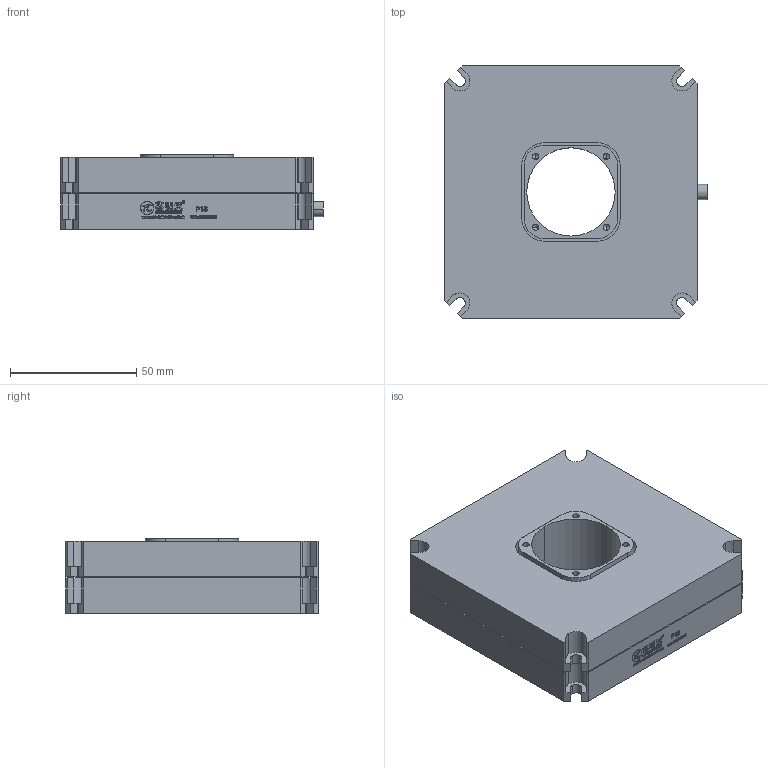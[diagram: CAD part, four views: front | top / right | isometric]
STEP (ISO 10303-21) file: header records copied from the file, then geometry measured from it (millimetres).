
FILE_DESCRIPTION (( 'STEP AP203' ), '1' );
FILE_NAME ('P18.XY-B1俋倛芞.STEP', '2019-11-29T02:46:14', ( '' ), ( '' ), 'SwSTEP 2.0', 'SolidWorks 2016', '' );
FILE_SCHEMA (( 'CONFIG_CONTROL_DESIGN' ));
Products named in the file (1): P18.XY-B1俋倛芞
Bounding box: 104 x 100.02 x 29.5 mm (x, y, z)
Volume: 242645.4 mm3; surface area: 56748.8 mm2
Topology: 1 solids, 5 shells, 1052 faces, 2845 edges, 1884 vertices
Faces by surface type: plane 564, bspline 400, cylinder 72, cone 16
Entity records: 45504 total; most frequent: CARTESIAN_POINT 21646, ORIENTED_EDGE 5658, DIRECTION 3481, EDGE_CURVE 2829, VERTEX_POINT 1884, VECTOR 1883, LINE 1883, EDGE_LOOP 1151
